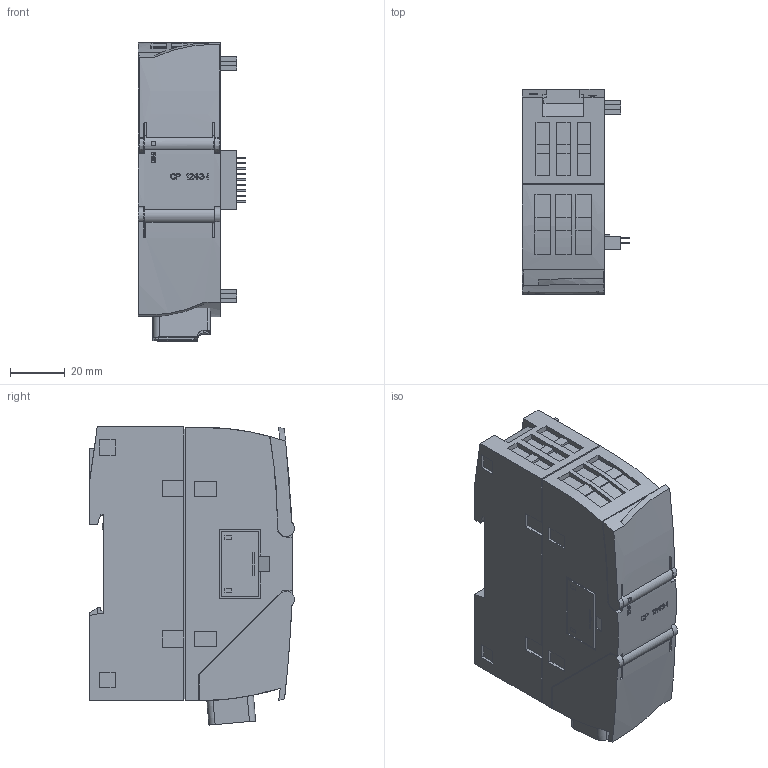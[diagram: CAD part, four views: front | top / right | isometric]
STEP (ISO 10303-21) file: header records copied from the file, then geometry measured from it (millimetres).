
FILE_DESCRIPTION(/* description */ (''),/* implementation_level */ '2;1');
FILE_NAME(/* name */ '6GK7243-1BX30-0XE0_3d.stp',/* time_stamp */ '2021-11-26T15:24:11+01:00',/* author */ (''),/* organization */ (''),/* preprocessor_version */ 'ST-DEVELOPER v18.1',/* originating_system */ 'SIEMENS PLM Software NX 1973',/* authorisation */ '');
FILE_SCHEMA (('AUTOMOTIVE_DESIGN { 1 0 10303 214 3 1 1 1 }'));
Length unit declared in the file: millimetre
Products named in the file (8): AdapterTop; AdapterBottom; Beschriftung; Body; Klappe_3; Klappe_2; Klappe_1; 008_6GK7243-1BX30-0XE0
Assembly tree (7 placements, depth 2):
  008_6GK7243-1BX30-0XE0
    Klappe_1
    Klappe_2
    Klappe_3
    Body
    Beschriftung
    AdapterBottom
    AdapterTop
Bounding box: 39.3 x 74.9 x 109 mm (x, y, z)
Volume: 11081.7 mm3; surface area: 43150.6 mm2
Topology: 5 solids, 59 shells, 836 faces, 3284 edges, 2583 vertices
Faces by surface type: plane 712, cylinder 93, extrusion 11, bspline 8, sphere 8, cone 4
Full cylindrical faces by diameter (mm): 1.9 x4, 2 x2, 3 x1, 4.3 x2
Entity records: 44274 total; most frequent: CARTESIAN_POINT 11648, ORIENTED_EDGE 5344, DIRECTION 5075, EDGE_CURVE 3257, VECTOR 2877, LINE 2866, VERTEX_POINT 2570, AXIS2_PLACEMENT_3D 1099
